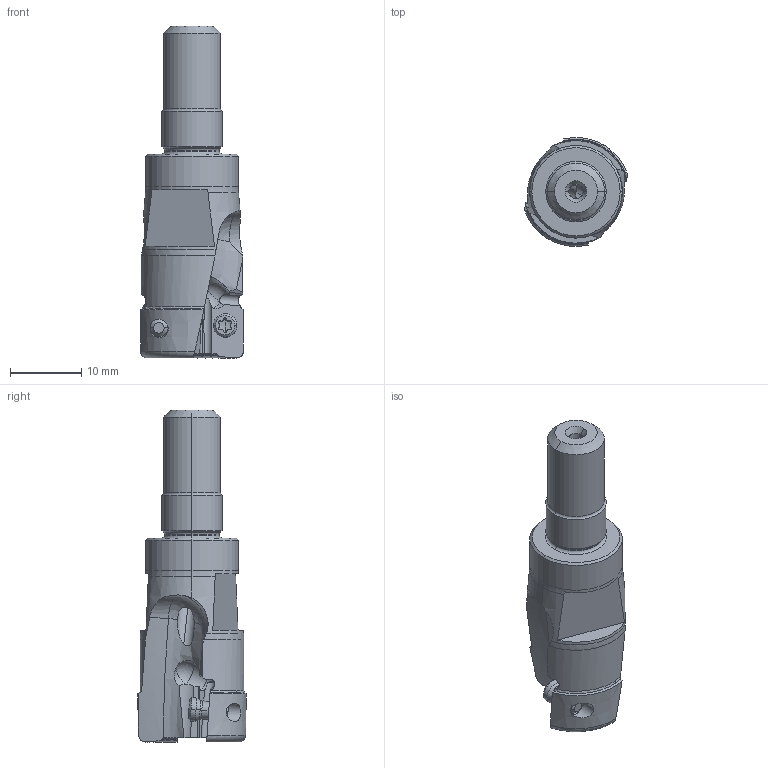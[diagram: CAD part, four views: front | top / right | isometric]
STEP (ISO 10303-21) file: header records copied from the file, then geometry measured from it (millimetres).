
FILE_DESCRIPTION(/* description */ (''),/* implementation_level */ '2;1');
FILE_NAME(/* name */ 'APX3000UR102AM08A30.stp',/* time_stamp */ '2021-09-08T11:46:27+09:00',/* author */ (''),/* organization */ (''),/* preprocessor_version */ 'ST-DEVELOPER v16',/* originating_system */ 'SIEMENS PLM Software NX 10.0',/* authorisation */ '');
FILE_SCHEMA (('AUTOMOTIVE_DESIGN { 1 0 10303 214 3 1 1 1 }'));
Length unit declared in the file: millimetre
Products named in the file (1): APX3000UR102AM08A30_ASM
Bounding box: 14.47 x 15.3 x 46.68 mm (x, y, z)
Volume: 3571.1 mm3; surface area: 2502.1 mm2
Topology: 3 solids, 3 shells, 205 faces, 589 edges, 400 vertices
Faces by surface type: cylinder 82, plane 49, cone 36, torus 20, sphere 12, bspline 6
Entity records: 9299 total; most frequent: CARTESIAN_POINT 3956, ORIENTED_EDGE 1158, DIRECTION 1020, EDGE_CURVE 579, AXIS2_PLACEMENT_3D 439, VERTEX_POINT 382, B_SPLINE_CURVE_WITH_KNOTS 217, EDGE_LOOP 215
